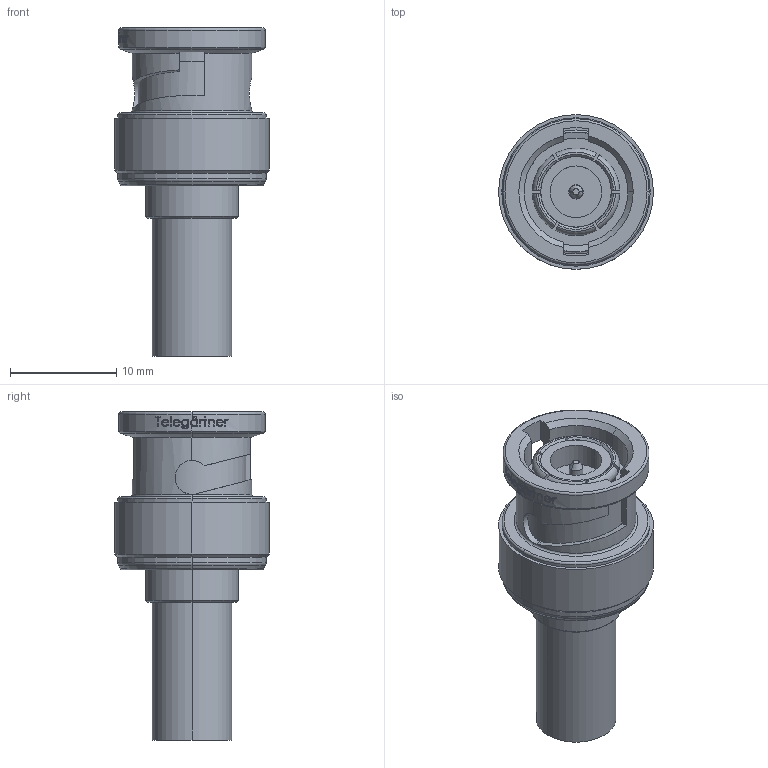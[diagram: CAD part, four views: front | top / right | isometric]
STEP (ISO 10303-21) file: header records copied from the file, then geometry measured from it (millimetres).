
FILE_DESCRIPTION (( 'STEP AP214' ), '1' );
FILE_NAME ('J01000A0049.STEP', '2018-11-12T14:14:02', ( '' ), ( '' ), 'SwSTEP 2.0', 'SolidWorks 2017', '' );
FILE_SCHEMA (( 'AUTOMOTIVE_DESIGN' ));
Length unit declared in the file: millimetre
Products named in the file (1): J01000A0049
Bounding box: 14.6 x 14.6 x 30.95 mm (x, y, z)
Volume: 2279.1 mm3; surface area: 1977.6 mm2
Topology: 1 solids, 1 shells, 291 faces, 744 edges, 485 vertices
Faces by surface type: plane 102, bspline 78, cylinder 66, cone 27, torus 18
Entity records: 14901 total; most frequent: CARTESIAN_POINT 5182, ORIENTED_EDGE 1488, DIRECTION 1153, EDGE_CURVE 744, VERTEX_POINT 485, AXIS2_PLACEMENT_3D 413, VECTOR 327, LINE 327
